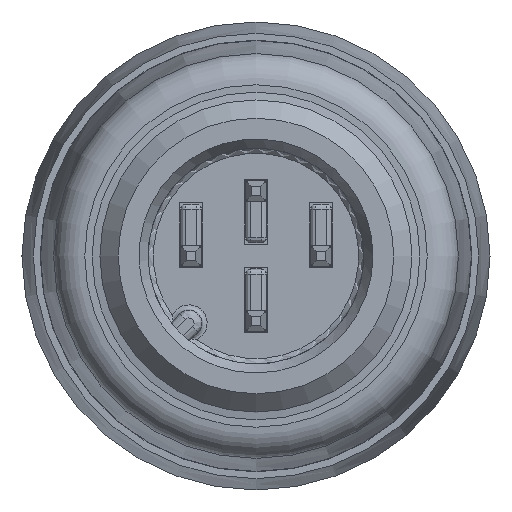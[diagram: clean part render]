
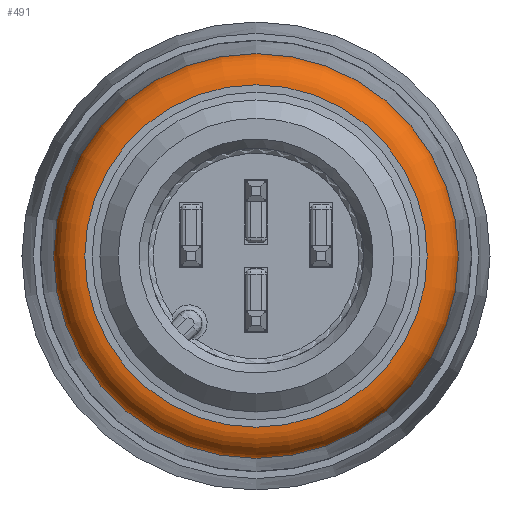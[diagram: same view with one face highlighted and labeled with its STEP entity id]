
A CAD part, front view. The second image highlights one B-rep face of the part: STEP entity #491.
In plain terms, the highlighted toroidal (fillet/blend) face has major radius 6.587 mm and minor radius 1.2 mm.
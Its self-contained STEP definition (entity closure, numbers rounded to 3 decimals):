
#491 = ADVANCED_FACE( '', ( #1033, #1034 ), #1035, .T. );
#1033 = FACE_OUTER_BOUND( '', #1645, .T. );
#1034 = FACE_OUTER_BOUND( '', #1646, .T. );
#1035 = TOROIDAL_SURFACE( '', #1647, 6.587, 1.2 );
#1645 = EDGE_LOOP( '', ( #2965 ) );
#1646 = EDGE_LOOP( '', ( #2966 ) );
#1647 = AXIS2_PLACEMENT_3D( '', #2967, #2968, #2969 );
#2965 = ORIENTED_EDGE( '', *, *, #3610, .F. );
#2966 = ORIENTED_EDGE( '', *, *, #3406, .F. );
#2967 = CARTESIAN_POINT( '', ( 0., -345.82, 0. ) );
#2968 = DIRECTION( '', ( 0., 1., 0. ) );
#2969 = DIRECTION( '', ( 1., 0., 0. ) );
#3406 = EDGE_CURVE( '', #4126, #4126, #4127, .F. );
#3610 = EDGE_CURVE( '', #4412, #4412, #4413, .T. );
#4126 = VERTEX_POINT( '', #5070 );
#4127 = CIRCLE( '', #5071, 6.587 );
#4412 = VERTEX_POINT( '', #5467 );
#4413 = CIRCLE( '', #5468, 7.783 );
#5070 = CARTESIAN_POINT( '', ( 6.587, -347.02, 0. ) );
#5071 = AXIS2_PLACEMENT_3D( '', #5947, #5948, #5949 );
#5467 = CARTESIAN_POINT( '', ( 0., -345.91, 7.783 ) );
#5468 = AXIS2_PLACEMENT_3D( '', #6183, #6184, #6185 );
#5947 = CARTESIAN_POINT( '', ( 0., -347.02, 0. ) );
#5948 = DIRECTION( '', ( 0., 1., 0. ) );
#5949 = DIRECTION( '', ( 1., 0., 0. ) );
#6183 = CARTESIAN_POINT( '', ( 0., -345.91, 0. ) );
#6184 = DIRECTION( '', ( 0., 1., 0. ) );
#6185 = DIRECTION( '', ( 0., 0., 1. ) );
